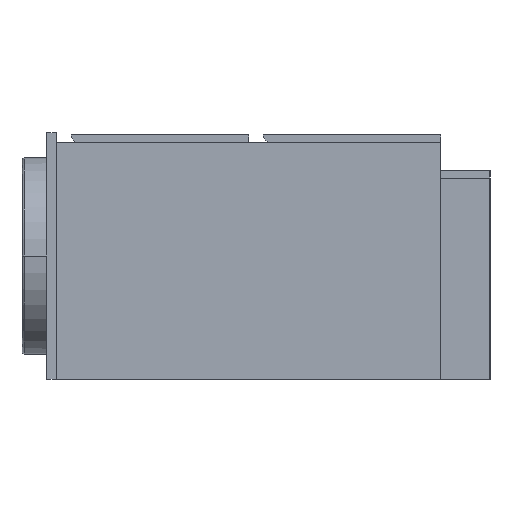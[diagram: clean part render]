
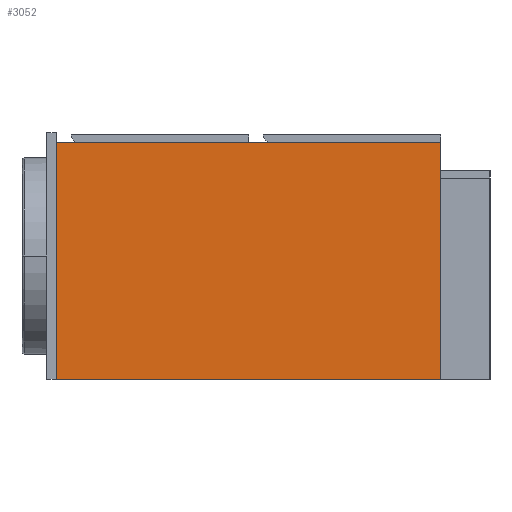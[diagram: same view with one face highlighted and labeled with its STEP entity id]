
A CAD part, left-side view. The second image highlights one B-rep face of the part: STEP entity #3052.
In plain terms, the highlighted planar face has unit normal (-1, 0, 0).
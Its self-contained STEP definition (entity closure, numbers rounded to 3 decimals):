
#40 = CARTESIAN_POINT ( 'NONE',  ( -744., -390., 0. ) ) ;
#81 = ORIENTED_EDGE ( 'NONE', *, *, #564, .F. ) ;
#276 = EDGE_LOOP ( 'NONE', ( #2288, #2141, #81, #2723 ) ) ;
#486 = DIRECTION ( 'NONE',  ( 0., 0., -1. ) ) ;
#520 = CARTESIAN_POINT ( 'NONE',  ( -744., 390., 480. ) ) ;
#564 = EDGE_CURVE ( 'NONE', #1315, #1049, #1864, .T. ) ;
#717 = CARTESIAN_POINT ( 'NONE',  ( -744., -390., 480. ) ) ;
#773 = EDGE_CURVE ( 'NONE', #1315, #2008, #1263, .T. ) ;
#859 = LINE ( 'NONE', #2047, #2213 ) ;
#874 = LINE ( 'NONE', #2118, #2395 ) ;
#924 = EDGE_CURVE ( 'NONE', #1049, #1936, #859, .T. ) ;
#930 = DIRECTION ( 'NONE',  ( 0., -1., 0. ) ) ;
#1049 = VERTEX_POINT ( 'NONE', #2568 ) ;
#1061 = VECTOR ( 'NONE', #1459, 1000. ) ;
#1263 = LINE ( 'NONE', #520, #1061 ) ;
#1315 = VERTEX_POINT ( 'NONE', #2953 ) ;
#1459 = DIRECTION ( 'NONE',  ( 0., 0., -1. ) ) ;
#1646 = FACE_OUTER_BOUND ( 'NONE', #276, .T. ) ;
#1864 = LINE ( 'NONE', #717, #2721 ) ;
#1887 = CARTESIAN_POINT ( 'NONE',  ( -744., 390., 0. ) ) ;
#1936 = VERTEX_POINT ( 'NONE', #40 ) ;
#2008 = VERTEX_POINT ( 'NONE', #1887 ) ;
#2047 = CARTESIAN_POINT ( 'NONE',  ( -744., -390., 480. ) ) ;
#2118 = CARTESIAN_POINT ( 'NONE',  ( -744., -390., 0. ) ) ;
#2141 = ORIENTED_EDGE ( 'NONE', *, *, #924, .F. ) ;
#2210 = DIRECTION ( 'NONE',  ( 1., 0., 0. ) ) ;
#2213 = VECTOR ( 'NONE', #3003, 1000. ) ;
#2288 = ORIENTED_EDGE ( 'NONE', *, *, #2625, .T. ) ;
#2395 = VECTOR ( 'NONE', #930, 1000. ) ;
#2432 = PLANE ( 'NONE',  #2794 ) ;
#2568 = CARTESIAN_POINT ( 'NONE',  ( -744., -390., 480. ) ) ;
#2625 = EDGE_CURVE ( 'NONE', #2008, #1936, #874, .T. ) ;
#2721 = VECTOR ( 'NONE', #2817, 1000. ) ;
#2723 = ORIENTED_EDGE ( 'NONE', *, *, #773, .T. ) ;
#2794 = AXIS2_PLACEMENT_3D ( 'NONE', #2913, #2210, #486 ) ;
#2817 = DIRECTION ( 'NONE',  ( 0., -1., 0. ) ) ;
#2913 = CARTESIAN_POINT ( 'NONE',  ( -744., -390., 480. ) ) ;
#2953 = CARTESIAN_POINT ( 'NONE',  ( -744., 390., 480. ) ) ;
#3003 = DIRECTION ( 'NONE',  ( 0., 0., -1. ) ) ;
#3052 = ADVANCED_FACE ( 'NONE', ( #1646 ), #2432, .F. ) ;
